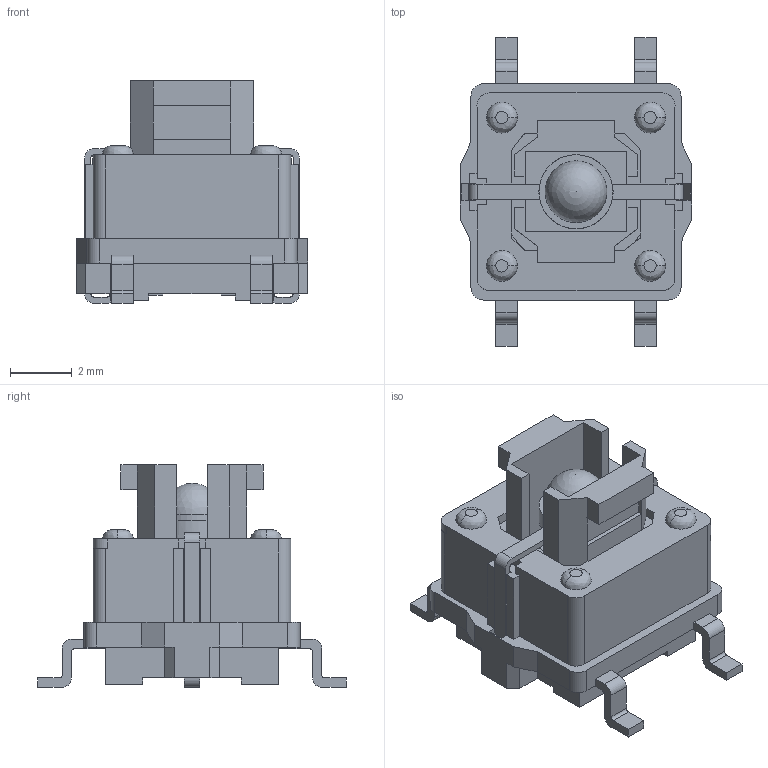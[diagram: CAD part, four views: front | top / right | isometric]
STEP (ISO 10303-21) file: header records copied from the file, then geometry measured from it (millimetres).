
FILE_DESCRIPTION( ( 'STEP AP214' ), '1' );
FILE_NAME( 'ITS40FV3SR.stp', '2019-01-02T10:43:43', ( '' ), ( '' ), ' ', 'PARTsolutions', ' ' );
FILE_SCHEMA( ( 'AUTOMOTIVE_DESIGN { 1 0 10303 214 1 1 1 1 }' ) );
Length unit declared in the file: inch
Products named in the file (2): ITS40FV3SR; 1
Assembly tree (1 placements, depth 2):
  ITS40FV3SR
    1
Bounding box: 7.5 x 10 x 7.2 mm (x, y, z)
Volume: 173.1 mm3; surface area: 490.9 mm2
Topology: 1 solids, 1 shells, 327 faces, 937 edges, 614 vertices
Faces by surface type: plane 256, cylinder 57, bspline 10, torus 2, sphere 1, cone 1
Full cylindrical faces by diameter (mm): 1.1 x1, 1.15 x1, 2 x1, 2.4 x1, 5 x1
Entity records: 10835 total; most frequent: CARTESIAN_POINT 2202, ORIENTED_EDGE 1840, DIRECTION 1716, EDGE_CURVE 920, LINE 758, VECTOR 758, VERTEX_POINT 609, AXIS2_PLACEMENT_3D 479
